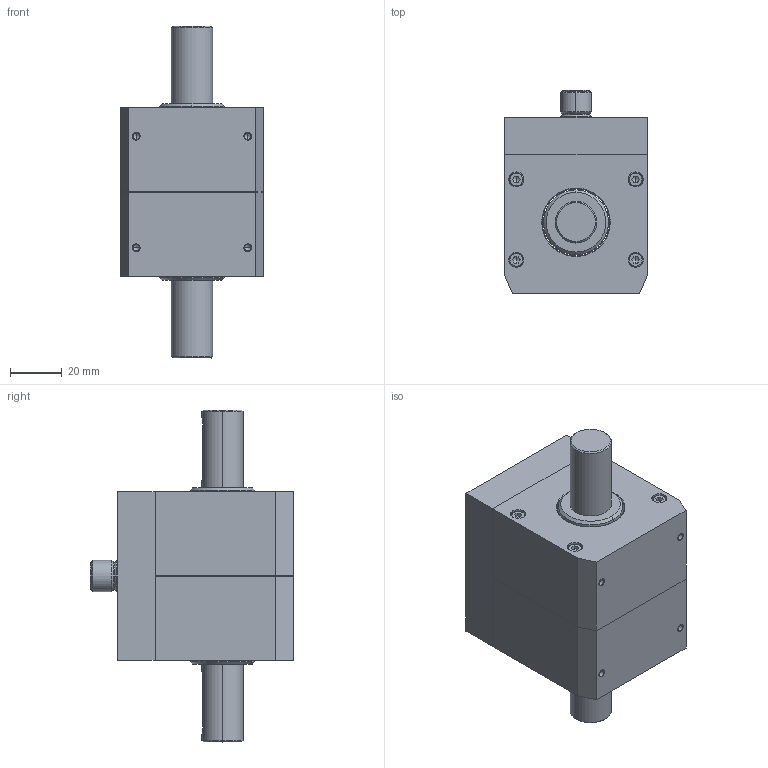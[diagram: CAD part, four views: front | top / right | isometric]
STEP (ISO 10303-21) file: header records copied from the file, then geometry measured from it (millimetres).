
FILE_DESCRIPTION(('STEP AP214'),'1');
FILE_NAME('RT8 up to 50 Nm.stp','2019-10-08T12:35:56',(' '),(' '),'Spatial InterOp 3D',' ',' ');
FILE_SCHEMA(('automotive_design'));
Length unit declared in the file: millimetre
Products named in the file (12): RT8 up to 50 Nm; vite M3 L=40; vite M3 L=55; M12 insert; Pin holder; vite M3 L=16; Shaft; Body R; Body L; COVER
Assembly tree (14 placements, depth 2):
  RT8 up to 50 Nm
    vite M3 L=40
    vite M3 L=40
    vite M3 L=55
    vite M3 L=55
    M12 insert
    Pin holder
    vite M3 L=16  x4
    Shaft
    Body R
    Body L
    COVER
Bounding box: 55 x 78.5 x 128 mm (x, y, z)
Volume: 221542.6 mm3; surface area: 52738.6 mm2
Topology: 25 solids, 49 shells, 449 faces, 1128 edges, 769 vertices
Faces by surface type: plane 190, cylinder 143, cone 56, torus 46, extrusion 14
Entity records: 13086 total; most frequent: CARTESIAN_POINT 2168, DIRECTION 1833, ORIENTED_EDGE 1570, EDGE_CURVE 821, AXIS2_PLACEMENT_3D 717, VERTEX_POINT 572, EDGE_LOOP 402, VECTOR 399
